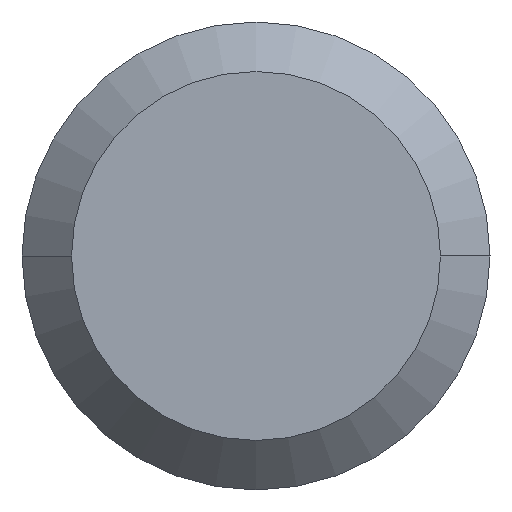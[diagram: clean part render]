
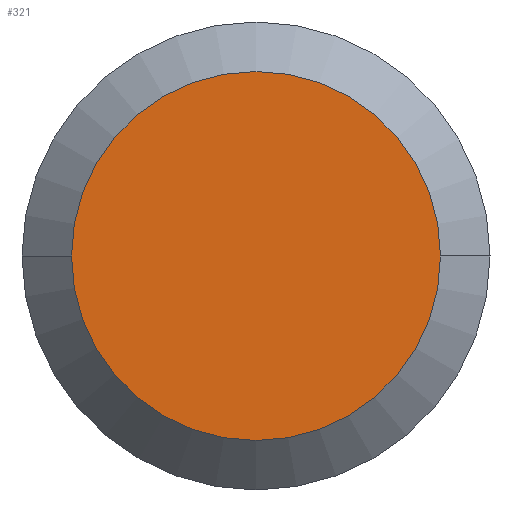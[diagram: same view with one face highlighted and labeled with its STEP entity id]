
A CAD part, left-side view. The second image highlights one B-rep face of the part: STEP entity #321.
In plain terms, the highlighted planar face has unit normal (-1, 0, 0).
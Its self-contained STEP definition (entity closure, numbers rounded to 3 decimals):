
#3 = VERTEX_POINT ( 'NONE', #390 ) ;
#20 = DIRECTION ( 'NONE',  ( 0., -1., 0. ) ) ;
#21 = FACE_OUTER_BOUND ( 'NONE', #146, .T. ) ;
#63 = CIRCLE ( 'NONE', #384, 2.365 ) ;
#73 = AXIS2_PLACEMENT_3D ( 'NONE', #389, #222, #224 ) ;
#88 = DIRECTION ( 'NONE',  ( 0., 1., 0. ) ) ;
#90 = CIRCLE ( 'NONE', #73, 2.365 ) ;
#112 = EDGE_CURVE ( 'NONE', #273, #3, #63, .T. ) ;
#146 = EDGE_LOOP ( 'NONE', ( #352, #194 ) ) ;
#194 = ORIENTED_EDGE ( 'NONE', *, *, #112, .F. ) ;
#214 = CARTESIAN_POINT ( 'NONE',  ( 0., 0., 0. ) ) ;
#222 = DIRECTION ( 'NONE',  ( 1., 0., 0. ) ) ;
#224 = DIRECTION ( 'NONE',  ( 0., 1., 0. ) ) ;
#268 = PLANE ( 'NONE',  #375 ) ;
#271 = EDGE_CURVE ( 'NONE', #3, #273, #90, .T. ) ;
#273 = VERTEX_POINT ( 'NONE', #290 ) ;
#290 = CARTESIAN_POINT ( 'NONE',  ( 0., -2.365, 0. ) ) ;
#314 = DIRECTION ( 'NONE',  ( 1., 0., 0. ) ) ;
#321 = ADVANCED_FACE ( 'NONE', ( #21 ), #268, .T. ) ;
#352 = ORIENTED_EDGE ( 'NONE', *, *, #271, .F. ) ;
#369 = CARTESIAN_POINT ( 'NONE',  ( 0., 0., 0. ) ) ;
#375 = AXIS2_PLACEMENT_3D ( 'NONE', #369, #398, #20 ) ;
#384 = AXIS2_PLACEMENT_3D ( 'NONE', #214, #314, #88 ) ;
#389 = CARTESIAN_POINT ( 'NONE',  ( 0., 0., 0. ) ) ;
#390 = CARTESIAN_POINT ( 'NONE',  ( 0., 2.365, 0. ) ) ;
#398 = DIRECTION ( 'NONE',  ( -1., 0., 0. ) ) ;
